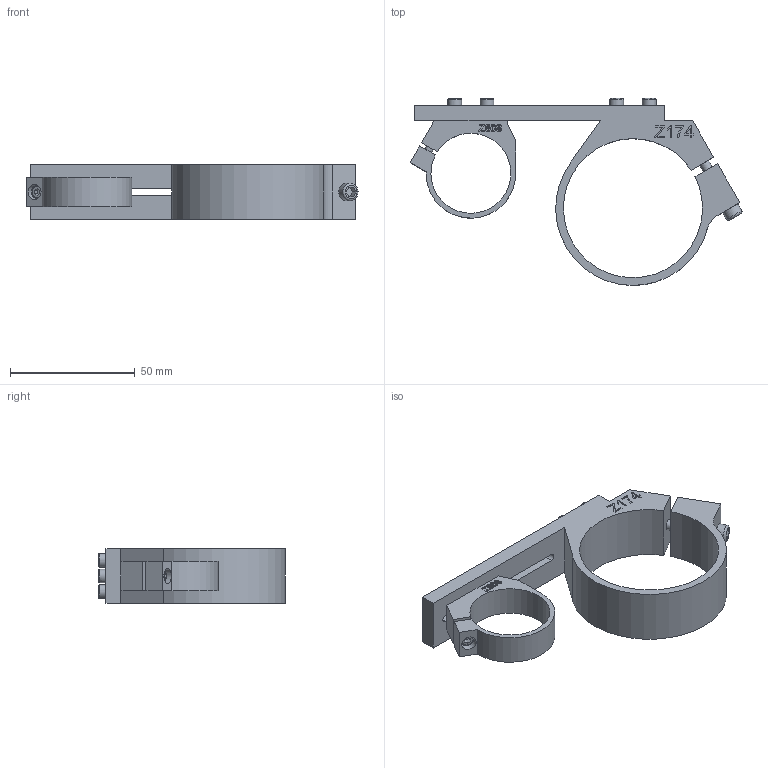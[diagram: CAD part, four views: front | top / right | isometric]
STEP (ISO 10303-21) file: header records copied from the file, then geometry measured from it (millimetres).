
FILE_DESCRIPTION(/* description */ (''),/* implementation_level */ '2;1');
FILE_NAME(/* name */ '503593_990139-02_Kartuschenhalter_EcoDuo600_Vereinfachen_2.stp',/* time_stamp */ '2023-03-27T09:29:23+02:00',/* author */ ('nieder'),/* organization */ (''),/* preprocessor_version */ 'ST-DEVELOPER v19',/* originating_system */ 'Autodesk Inventor 2023',/* authorisation */ '');
FILE_SCHEMA (('AUTOMOTIVE_DESIGN { 1 0 10303 214 3 1 1 }'));
Length unit declared in the file: millimetre
Products named in the file (1): 503593_990139-02_Kartuschenhalter_EcoDuo600_Vereinfachen_2
Bounding box: 133.16 x 74.99 x 22 mm (x, y, z)
Volume: 42187.2 mm3; surface area: 20707.9 mm2
Topology: 1 solids, 1 shells, 203 faces, 509 edges, 327 vertices
Faces by surface type: plane 157, cylinder 23, bspline 15, torus 8
Full cylindrical faces by diameter (mm): 3 x1, 3.2 x1, 4 x1, 5.5 x7, 6 x1, 7 x1
Entity records: 6841 total; most frequent: CARTESIAN_POINT 1699, ORIENTED_EDGE 1018, DIRECTION 934, EDGE_CURVE 509, LINE 402, VECTOR 402, VERTEX_POINT 327, AXIS2_PLACEMENT_3D 266
